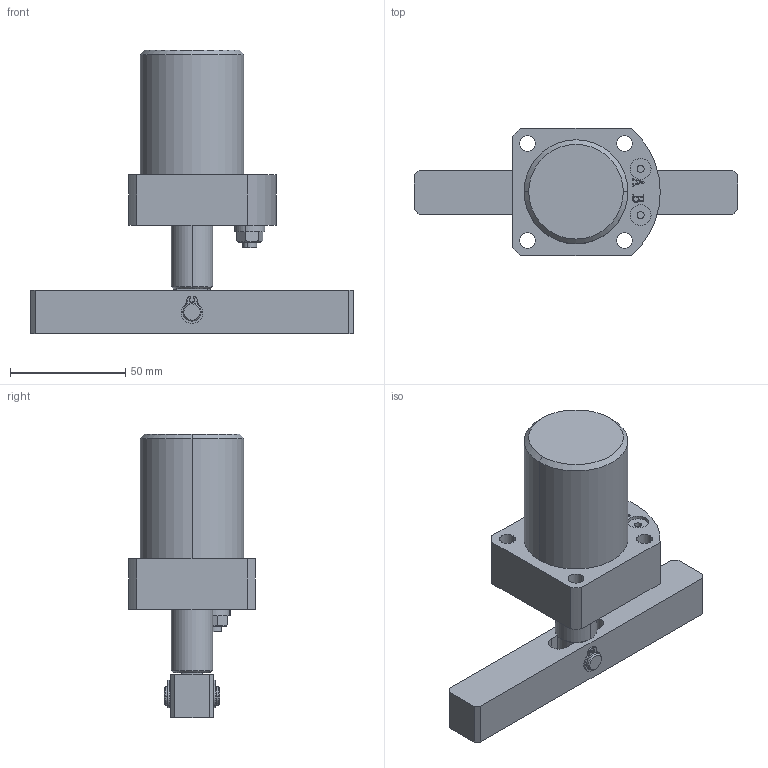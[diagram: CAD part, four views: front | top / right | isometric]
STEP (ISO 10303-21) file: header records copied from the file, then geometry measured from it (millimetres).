
FILE_DESCRIPTION (( 'STEP AP203' ), '1' );
FILE_NAME ('HSL-FCM25D.STEP', '2020-09-15T03:28:07', ( '微软用户' ), ( '微软中国' ), 'SwSTEP 2.0', 'SolidWorks 2012', '' );
FILE_SCHEMA (( 'CONFIG_CONTROL_DESIGN' ));
Length unit declared in the file: millimetre
Products named in the file (7): HSL-FCM25D; circlips for shaft--type a small gb_GB_CONNECTING_PIECE_RING_RRA 8; HSL-FCM25DÏú; HSL-FCM25D揤旋; HSL-25蛌褒詰嶺裝; FCM25-覃誹概; FCM25-掛极
Assembly tree (7 placements, depth 2):
  HSL-FCM25D
    FCM25-掛极
    FCM25-覃誹概
    HSL-25蛌褒詰嶺裝
    HSL-FCM25D揤旋
    HSL-FCM25DÏú
    circlips for shaft--type a small gb_GB_CONNECTING_PIECE_RING_RRA 8  x2
Bounding box: 140 x 55 x 123 mm (x, y, z)
Volume: 196971.1 mm3; surface area: 45515 mm2
Topology: 7 solids, 7 shells, 244 faces, 587 edges, 384 vertices
Faces by surface type: plane 111, cylinder 95, cone 18, bspline 16, torus 4
Entity records: 8061 total; most frequent: CARTESIAN_POINT 2039, DIRECTION 1112, ORIENTED_EDGE 1060, EDGE_CURVE 530, AXIS2_PLACEMENT_3D 407, VERTEX_POINT 346, LINE 298, VECTOR 298
